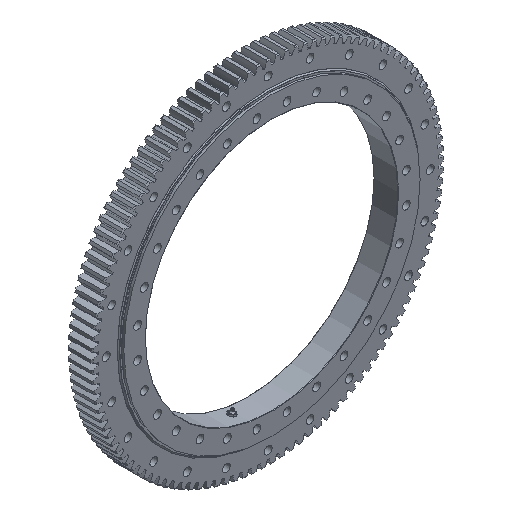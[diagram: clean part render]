
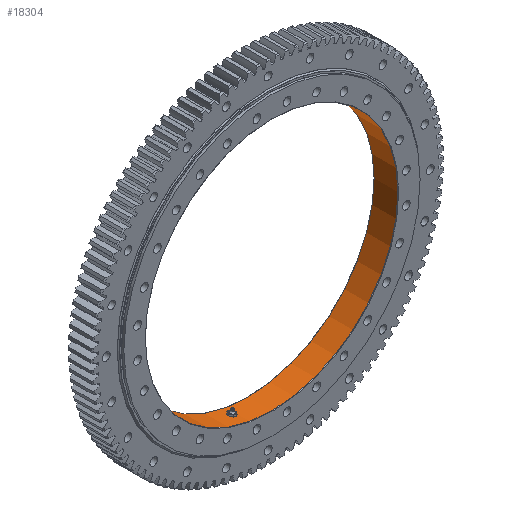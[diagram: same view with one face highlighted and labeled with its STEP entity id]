
A CAD part, isometric view. The second image highlights one B-rep face of the part: STEP entity #18304.
In plain terms, the highlighted cylindrical face has radius 269.875 mm (diameter 539.75 mm), a full revolution.
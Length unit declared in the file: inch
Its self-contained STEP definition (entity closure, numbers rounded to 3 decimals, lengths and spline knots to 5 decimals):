
#692=FACE_BOUND('',#2726,.T.);
#1687=FACE_OUTER_BOUND('',#2725,.T.);
#2725=EDGE_LOOP('',(#16438,#16439,#16440,#16441,#16442,#16443));
#2726=EDGE_LOOP('',(#16444,#16445));
#3381=LINE('',#43907,#3940);
#3940=VECTOR('',#26098,10.625);
#5391=CIRCLE('',#20783,10.625);
#5392=CIRCLE('',#20784,10.625);
#5393=CIRCLE('',#20786,10.625);
#5394=CIRCLE('',#20787,10.625);
#6285=B_SPLINE_CURVE_WITH_KNOTS('',3,(#43910,#43911,#43912,#43913,#43914,
#43915,#43916,#43917,#43918,#43919),.UNSPECIFIED.,.F.,.F.,(4,2,2,2,4),(0.,
0.53854,1.07708,1.61562,2.15415),
 .UNSPECIFIED.);
#6286=B_SPLINE_CURVE_WITH_KNOTS('',3,(#43920,#43921,#43922,#43923,#43924,
#43925,#43926,#43927,#43928,#43929,#43930,#43931,#43932,#43933,#43934,#43935,
#43936,#43937,#43938,#43939,#43940,#43941,#43942,#43943,#43944,#43945),
 .UNSPECIFIED.,.F.,.F.,(4,2,2,2,2,2,2,2,2,2,2,2,4),(2.15415,2.69269,
3.23123,3.76977,4.30831,4.84685,5.38538,
5.92392,6.46246,7.001,7.53954,8.07808,
8.61661),.UNSPECIFIED.);
#8078=VERTEX_POINT('',#43897);
#8079=VERTEX_POINT('',#43899);
#8080=VERTEX_POINT('',#43903);
#8081=VERTEX_POINT('',#43904);
#8082=VERTEX_POINT('',#43908);
#8083=VERTEX_POINT('',#43909);
#10888=EDGE_CURVE('',#8078,#8079,#5391,.T.);
#10889=EDGE_CURVE('',#8079,#8078,#5392,.T.);
#10890=EDGE_CURVE('',#8080,#8081,#5393,.T.);
#10891=EDGE_CURVE('',#8081,#8080,#5394,.T.);
#10892=EDGE_CURVE('',#8081,#8079,#3381,.T.);
#10893=EDGE_CURVE('',#8082,#8083,#6285,.T.);
#10894=EDGE_CURVE('',#8083,#8082,#6286,.T.);
#16438=ORIENTED_EDGE('',*,*,#10890,.F.);
#16439=ORIENTED_EDGE('',*,*,#10891,.F.);
#16440=ORIENTED_EDGE('',*,*,#10892,.T.);
#16441=ORIENTED_EDGE('',*,*,#10888,.F.);
#16442=ORIENTED_EDGE('',*,*,#10889,.F.);
#16443=ORIENTED_EDGE('',*,*,#10892,.F.);
#16444=ORIENTED_EDGE('',*,*,#10893,.T.);
#16445=ORIENTED_EDGE('',*,*,#10894,.T.);
#17368=CYLINDRICAL_SURFACE('',#20785,10.625);
#18304=ADVANCED_FACE('',(#1687,#692),#17368,.F.);
#20783=AXIS2_PLACEMENT_3D('',#43900,#26088,#26089);
#20784=AXIS2_PLACEMENT_3D('',#43901,#26090,#26091);
#20785=AXIS2_PLACEMENT_3D('',#43902,#26092,#26093);
#20786=AXIS2_PLACEMENT_3D('',#43905,#26094,#26095);
#20787=AXIS2_PLACEMENT_3D('',#43906,#26096,#26097);
#26088=DIRECTION('center_axis',(0.,1.,0.));
#26089=DIRECTION('ref_axis',(1.,0.,0.));
#26090=DIRECTION('center_axis',(0.,1.,0.));
#26091=DIRECTION('ref_axis',(1.,0.,0.));
#26092=DIRECTION('center_axis',(0.,1.,0.));
#26093=DIRECTION('ref_axis',(-1.,0.,0.));
#26094=DIRECTION('center_axis',(0.,-1.,0.));
#26095=DIRECTION('ref_axis',(1.,0.,0.));
#26096=DIRECTION('center_axis',(0.,-1.,0.));
#26097=DIRECTION('ref_axis',(1.,0.,0.));
#26098=DIRECTION('',(0.,-1.,0.));
#43897=CARTESIAN_POINT('',(-10.625,-1.1575,0.));
#43899=CARTESIAN_POINT('',(10.625,-1.1575,0.));
#43900=CARTESIAN_POINT('Origin',(0.,-1.1575,0.));
#43901=CARTESIAN_POINT('Origin',(0.,-1.1575,0.));
#43902=CARTESIAN_POINT('Origin',(0.,-0.156,0.));
#43903=CARTESIAN_POINT('',(-10.625,0.8455,0.));
#43904=CARTESIAN_POINT('',(10.625,0.8455,0.));
#43905=CARTESIAN_POINT('Origin',(0.,0.8455,0.));
#43906=CARTESIAN_POINT('Origin',(0.,0.8455,0.));
#43907=CARTESIAN_POINT('',(10.625,-0.156,0.));
#43908=CARTESIAN_POINT('',(-10.61009,0.,0.56275));
#43909=CARTESIAN_POINT('',(-10.625,0.56275,0.));
#43910=CARTESIAN_POINT('Ctrl Pts',(-10.61009,0.,
0.56275));
#43911=CARTESIAN_POINT('Ctrl Pts',(-10.61009,0.07067,
0.56275));
#43912=CARTESIAN_POINT('Ctrl Pts',(-10.61087,0.14605,
0.54862));
#43913=CARTESIAN_POINT('Ctrl Pts',(-10.61368,0.2847,
0.49119));
#43914=CARTESIAN_POINT('Ctrl Pts',(-10.61567,0.34797,
0.44788));
#43915=CARTESIAN_POINT('Ctrl Pts',(-10.61942,0.44788,
0.34797));
#43916=CARTESIAN_POINT('Ctrl Pts',(-10.62141,0.49119,
0.2847));
#43917=CARTESIAN_POINT('Ctrl Pts',(-10.62422,0.54862,
0.14605));
#43918=CARTESIAN_POINT('Ctrl Pts',(-10.625,0.56275,0.07067));
#43919=CARTESIAN_POINT('Ctrl Pts',(-10.625,0.56275,0.));
#43920=CARTESIAN_POINT('Ctrl Pts',(-10.625,0.56275,0.));
#43921=CARTESIAN_POINT('Ctrl Pts',(-10.625,0.56275,-0.07067));
#43922=CARTESIAN_POINT('Ctrl Pts',(-10.62422,0.54862,
-0.14605));
#43923=CARTESIAN_POINT('Ctrl Pts',(-10.62141,0.49119,
-0.2847));
#43924=CARTESIAN_POINT('Ctrl Pts',(-10.61942,0.44788,
-0.34797));
#43925=CARTESIAN_POINT('Ctrl Pts',(-10.61567,0.34797,
-0.44788));
#43926=CARTESIAN_POINT('Ctrl Pts',(-10.61368,0.2847,
-0.49119));
#43927=CARTESIAN_POINT('Ctrl Pts',(-10.61087,0.14605,
-0.54862));
#43928=CARTESIAN_POINT('Ctrl Pts',(-10.61009,0.07067,
-0.56275));
#43929=CARTESIAN_POINT('Ctrl Pts',(-10.61009,-0.07067,
-0.56275));
#43930=CARTESIAN_POINT('Ctrl Pts',(-10.61087,-0.14605,
-0.54862));
#43931=CARTESIAN_POINT('Ctrl Pts',(-10.61368,-0.2847,
-0.49119));
#43932=CARTESIAN_POINT('Ctrl Pts',(-10.61567,-0.34797,
-0.44788));
#43933=CARTESIAN_POINT('Ctrl Pts',(-10.61942,-0.44788,
-0.34797));
#43934=CARTESIAN_POINT('Ctrl Pts',(-10.62141,-0.49119,
-0.2847));
#43935=CARTESIAN_POINT('Ctrl Pts',(-10.62422,-0.54862,
-0.14605));
#43936=CARTESIAN_POINT('Ctrl Pts',(-10.625,-0.56275,-0.07067));
#43937=CARTESIAN_POINT('Ctrl Pts',(-10.625,-0.56275,0.07067));
#43938=CARTESIAN_POINT('Ctrl Pts',(-10.62422,-0.54862,
0.14605));
#43939=CARTESIAN_POINT('Ctrl Pts',(-10.62141,-0.49119,
0.2847));
#43940=CARTESIAN_POINT('Ctrl Pts',(-10.61942,-0.44788,
0.34797));
#43941=CARTESIAN_POINT('Ctrl Pts',(-10.61567,-0.34797,
0.44788));
#43942=CARTESIAN_POINT('Ctrl Pts',(-10.61368,-0.2847,
0.49119));
#43943=CARTESIAN_POINT('Ctrl Pts',(-10.61087,-0.14605,
0.54862));
#43944=CARTESIAN_POINT('Ctrl Pts',(-10.61009,-0.07067,
0.56275));
#43945=CARTESIAN_POINT('Ctrl Pts',(-10.61009,0.,
0.56275));
